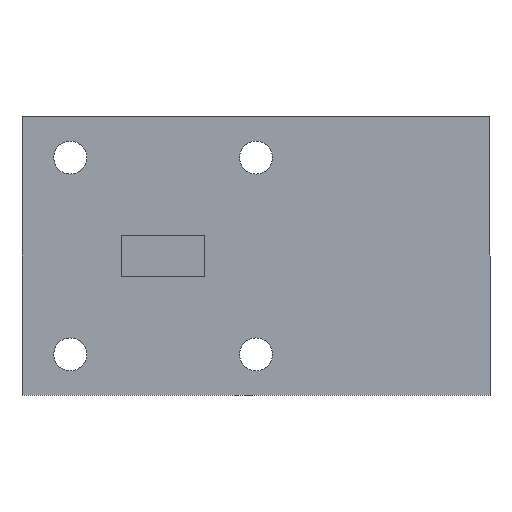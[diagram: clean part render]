
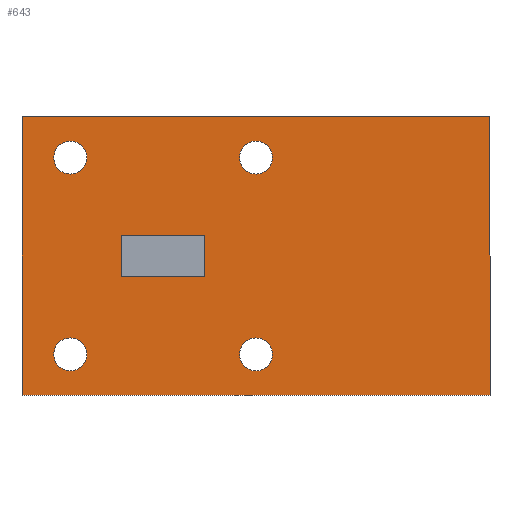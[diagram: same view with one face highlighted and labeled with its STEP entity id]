
A CAD part, front view. The second image highlights one B-rep face of the part: STEP entity #643.
In plain terms, the highlighted planar face has unit normal (0, -1, 0).
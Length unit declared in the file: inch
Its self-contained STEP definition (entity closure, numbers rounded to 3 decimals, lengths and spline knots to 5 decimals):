
#5 = AXIS2_PLACEMENT_3D ( 'NONE', #866, #648, #81 ) ;
#18 = VECTOR ( 'NONE', #33, 39.37008 ) ;
#28 = LINE ( 'NONE', #117, #264 ) ;
#32 = VERTEX_POINT ( 'NONE', #70 ) ;
#33 = DIRECTION ( 'NONE',  ( 0., 0., -1. ) ) ;
#35 = DIRECTION ( 'NONE',  ( 0., 0., 1. ) ) ;
#37 = AXIS2_PLACEMENT_3D ( 'NONE', #656, #330, #253 ) ;
#60 = ORIENTED_EDGE ( 'NONE', *, *, #107, .F. ) ;
#62 = CIRCLE ( 'NONE', #607, 0.0445 ) ;
#70 = CARTESIAN_POINT ( 'NONE',  ( -0.5, 0., -0.2205 ) ) ;
#71 = VERTEX_POINT ( 'NONE', #404 ) ;
#77 = DIRECTION ( 'NONE',  ( 0., 1., 0. ) ) ;
#81 = DIRECTION ( 'NONE',  ( 0., 0., 1. ) ) ;
#84 = VECTOR ( 'NONE', #669, 39.37008 ) ;
#87 = ORIENTED_EDGE ( 'NONE', *, *, #609, .T. ) ;
#107 = EDGE_CURVE ( 'NONE', #1003, #673, #688, .T. ) ;
#113 = DIRECTION ( 'NONE',  ( 0., 0., 1. ) ) ;
#114 = EDGE_CURVE ( 'NONE', #71, #942, #973, .T. ) ;
#117 = CARTESIAN_POINT ( 'NONE',  ( -0.362, 0., 0.056 ) ) ;
#124 = CARTESIAN_POINT ( 'NONE',  ( 0.63, 0., 0.375 ) ) ;
#125 = VERTEX_POINT ( 'NONE', #634 ) ;
#128 = ORIENTED_EDGE ( 'NONE', *, *, #986, .T. ) ;
#133 = EDGE_CURVE ( 'NONE', #344, #967, #217, .T. ) ;
#137 = FACE_OUTER_BOUND ( 'NONE', #343, .T. ) ;
#138 = CARTESIAN_POINT ( 'NONE',  ( -0.5, 0., 0.2205 ) ) ;
#143 = DIRECTION ( 'NONE',  ( 0., 0., 1. ) ) ;
#146 = AXIS2_PLACEMENT_3D ( 'NONE', #507, #192, #113 ) ;
#151 = DIRECTION ( 'NONE',  ( 0., 1., 0. ) ) ;
#157 = CIRCLE ( 'NONE', #37, 0.0445 ) ;
#162 = ORIENTED_EDGE ( 'NONE', *, *, #133, .T. ) ;
#174 = EDGE_CURVE ( 'NONE', #841, #32, #725, .T. ) ;
#188 = CARTESIAN_POINT ( 'NONE',  ( -0.63, 0., -0.375 ) ) ;
#191 = AXIS2_PLACEMENT_3D ( 'NONE', #351, #824, #506 ) ;
#192 = DIRECTION ( 'NONE',  ( 0., 1., 0. ) ) ;
#207 = ORIENTED_EDGE ( 'NONE', *, *, #174, .T. ) ;
#217 = LINE ( 'NONE', #453, #987 ) ;
#219 = DIRECTION ( 'NONE',  ( 0., 1., 0. ) ) ;
#226 = VECTOR ( 'NONE', #698, 39.37008 ) ;
#253 = DIRECTION ( 'NONE',  ( 0., 0., 1. ) ) ;
#264 = VECTOR ( 'NONE', #426, 39.37008 ) ;
#278 = CIRCLE ( 'NONE', #989, 0.0445 ) ;
#280 = CARTESIAN_POINT ( 'NONE',  ( 0.63, 0., -0.375 ) ) ;
#287 = CIRCLE ( 'NONE', #331, 0.0445 ) ;
#301 = DIRECTION ( 'NONE',  ( 0., 0., 1. ) ) ;
#306 = CARTESIAN_POINT ( 'NONE',  ( -0.362, 0., -0.056 ) ) ;
#312 = VERTEX_POINT ( 'NONE', #457 ) ;
#327 = VERTEX_POINT ( 'NONE', #631 ) ;
#329 = ORIENTED_EDGE ( 'NONE', *, *, #573, .F. ) ;
#330 = DIRECTION ( 'NONE',  ( 0., 1., 0. ) ) ;
#331 = AXIS2_PLACEMENT_3D ( 'NONE', #823, #346, #35 ) ;
#332 = VERTEX_POINT ( 'NONE', #138 ) ;
#336 = DIRECTION ( 'NONE',  ( -1., 0., 0. ) ) ;
#338 = PLANE ( 'NONE',  #146 ) ;
#343 = EDGE_LOOP ( 'NONE', ( #739, #60, #613, #329 ) ) ;
#344 = VERTEX_POINT ( 'NONE', #306 ) ;
#346 = DIRECTION ( 'NONE',  ( 0., 1., 0. ) ) ;
#351 = CARTESIAN_POINT ( 'NONE',  ( 0., 0., -0.265 ) ) ;
#359 = CARTESIAN_POINT ( 'NONE',  ( -0.5, 0., 0.3095 ) ) ;
#361 = AXIS2_PLACEMENT_3D ( 'NONE', #628, #219, #301 ) ;
#362 = FACE_BOUND ( 'NONE', #791, .T. ) ;
#364 = LINE ( 'NONE', #812, #586 ) ;
#366 = DIRECTION ( 'NONE',  ( 0., 0., -1. ) ) ;
#367 = ORIENTED_EDGE ( 'NONE', *, *, #561, .T. ) ;
#382 = VERTEX_POINT ( 'NONE', #790 ) ;
#383 = ORIENTED_EDGE ( 'NONE', *, *, #760, .T. ) ;
#387 = CARTESIAN_POINT ( 'NONE',  ( -0.63, 0., 0.375 ) ) ;
#404 = CARTESIAN_POINT ( 'NONE',  ( 0., 0., 0.2205 ) ) ;
#426 = DIRECTION ( 'NONE',  ( 1., 0., 0. ) ) ;
#453 = CARTESIAN_POINT ( 'NONE',  ( -0.362, 0., -0.056 ) ) ;
#457 = CARTESIAN_POINT ( 'NONE',  ( -0.138, 0., -0.056 ) ) ;
#459 = CARTESIAN_POINT ( 'NONE',  ( -0.362, 0., 0.056 ) ) ;
#471 = CARTESIAN_POINT ( 'NONE',  ( 0., 0., 0.265 ) ) ;
#477 = EDGE_CURVE ( 'NONE', #32, #841, #157, .T. ) ;
#487 = LINE ( 'NONE', #994, #563 ) ;
#505 = EDGE_CURVE ( 'NONE', #312, #344, #364, .T. ) ;
#506 = DIRECTION ( 'NONE',  ( 0., 0., 1. ) ) ;
#507 = CARTESIAN_POINT ( 'NONE',  ( 0., 0., 0. ) ) ;
#509 = ORIENTED_EDGE ( 'NONE', *, *, #505, .T. ) ;
#533 = DIRECTION ( 'NONE',  ( 0., 0., 1. ) ) ;
#561 = EDGE_CURVE ( 'NONE', #571, #125, #278, .T. ) ;
#563 = VECTOR ( 'NONE', #366, 39.37008 ) ;
#571 = VERTEX_POINT ( 'NONE', #665 ) ;
#573 = EDGE_CURVE ( 'NONE', #1023, #327, #611, .T. ) ;
#586 = VECTOR ( 'NONE', #336, 39.37008 ) ;
#588 = EDGE_LOOP ( 'NONE', ( #664, #128 ) ) ;
#596 = EDGE_CURVE ( 'NONE', #327, #1003, #971, .T. ) ;
#607 = AXIS2_PLACEMENT_3D ( 'NONE', #632, #151, #623 ) ;
#609 = EDGE_CURVE ( 'NONE', #942, #71, #287, .T. ) ;
#611 = LINE ( 'NONE', #904, #84 ) ;
#613 = ORIENTED_EDGE ( 'NONE', *, *, #596, .F. ) ;
#623 = DIRECTION ( 'NONE',  ( 0., 0., 1. ) ) ;
#628 = CARTESIAN_POINT ( 'NONE',  ( -0.5, 0., 0.265 ) ) ;
#631 = CARTESIAN_POINT ( 'NONE',  ( -0.63, 0., -0.375 ) ) ;
#632 = CARTESIAN_POINT ( 'NONE',  ( -0.5, 0., 0.265 ) ) ;
#634 = CARTESIAN_POINT ( 'NONE',  ( 0., 0., -0.2205 ) ) ;
#643 = ADVANCED_FACE ( 'NONE', ( #952, #897, #362, #974, #662, #137 ), #338, .F. ) ;
#648 = DIRECTION ( 'NONE',  ( 0., 1., 0. ) ) ;
#654 = CIRCLE ( 'NONE', #361, 0.0445 ) ;
#656 = CARTESIAN_POINT ( 'NONE',  ( -0.5, 0., -0.265 ) ) ;
#662 = FACE_BOUND ( 'NONE', #879, .T. ) ;
#664 = ORIENTED_EDGE ( 'NONE', *, *, #972, .T. ) ;
#665 = CARTESIAN_POINT ( 'NONE',  ( 0., 0., -0.3095 ) ) ;
#669 = DIRECTION ( 'NONE',  ( -1., 0., 0. ) ) ;
#672 = ORIENTED_EDGE ( 'NONE', *, *, #770, .T. ) ;
#673 = VERTEX_POINT ( 'NONE', #124 ) ;
#688 = LINE ( 'NONE', #387, #226 ) ;
#689 = VECTOR ( 'NONE', #976, 39.37008 ) ;
#691 = CARTESIAN_POINT ( 'NONE',  ( 0., 0., 0.3095 ) ) ;
#698 = DIRECTION ( 'NONE',  ( 1., 0., 0. ) ) ;
#710 = VERTEX_POINT ( 'NONE', #359 ) ;
#714 = ORIENTED_EDGE ( 'NONE', *, *, #114, .T. ) ;
#725 = CIRCLE ( 'NONE', #5, 0.0445 ) ;
#728 = CIRCLE ( 'NONE', #191, 0.0445 ) ;
#735 = DIRECTION ( 'NONE',  ( 0., 0., 1. ) ) ;
#737 = LINE ( 'NONE', #822, #18 ) ;
#739 = ORIENTED_EDGE ( 'NONE', *, *, #839, .F. ) ;
#742 = EDGE_CURVE ( 'NONE', #382, #312, #737, .T. ) ;
#743 = ORIENTED_EDGE ( 'NONE', *, *, #742, .T. ) ;
#745 = DIRECTION ( 'NONE',  ( 0., 1., 0. ) ) ;
#760 = EDGE_CURVE ( 'NONE', #125, #571, #728, .T. ) ;
#763 = CARTESIAN_POINT ( 'NONE',  ( -0.5, 0., -0.3095 ) ) ;
#770 = EDGE_CURVE ( 'NONE', #967, #382, #28, .T. ) ;
#790 = CARTESIAN_POINT ( 'NONE',  ( -0.138, 0., 0.056 ) ) ;
#791 = EDGE_LOOP ( 'NONE', ( #87, #714 ) ) ;
#792 = ORIENTED_EDGE ( 'NONE', *, *, #477, .T. ) ;
#812 = CARTESIAN_POINT ( 'NONE',  ( -0.362, 0., -0.056 ) ) ;
#820 = CARTESIAN_POINT ( 'NONE',  ( 0., 0., -0.265 ) ) ;
#822 = CARTESIAN_POINT ( 'NONE',  ( -0.138, 0., -0.056 ) ) ;
#823 = CARTESIAN_POINT ( 'NONE',  ( 0., 0., 0.265 ) ) ;
#824 = DIRECTION ( 'NONE',  ( 0., 1., 0. ) ) ;
#839 = EDGE_CURVE ( 'NONE', #673, #1023, #487, .T. ) ;
#841 = VERTEX_POINT ( 'NONE', #763 ) ;
#859 = CARTESIAN_POINT ( 'NONE',  ( -0.63, 0., 0.375 ) ) ;
#866 = CARTESIAN_POINT ( 'NONE',  ( -0.5, 0., -0.265 ) ) ;
#879 = EDGE_LOOP ( 'NONE', ( #672, #743, #509, #162 ) ) ;
#888 = EDGE_LOOP ( 'NONE', ( #792, #207 ) ) ;
#897 = FACE_BOUND ( 'NONE', #588, .T. ) ;
#904 = CARTESIAN_POINT ( 'NONE',  ( -0.63, 0., -0.375 ) ) ;
#916 = EDGE_LOOP ( 'NONE', ( #383, #367 ) ) ;
#929 = AXIS2_PLACEMENT_3D ( 'NONE', #471, #77, #143 ) ;
#942 = VERTEX_POINT ( 'NONE', #691 ) ;
#952 = FACE_BOUND ( 'NONE', #888, .T. ) ;
#967 = VERTEX_POINT ( 'NONE', #459 ) ;
#971 = LINE ( 'NONE', #188, #689 ) ;
#972 = EDGE_CURVE ( 'NONE', #710, #332, #62, .T. ) ;
#973 = CIRCLE ( 'NONE', #929, 0.0445 ) ;
#974 = FACE_BOUND ( 'NONE', #916, .T. ) ;
#976 = DIRECTION ( 'NONE',  ( 0., 0., 1. ) ) ;
#986 = EDGE_CURVE ( 'NONE', #332, #710, #654, .T. ) ;
#987 = VECTOR ( 'NONE', #533, 39.37008 ) ;
#989 = AXIS2_PLACEMENT_3D ( 'NONE', #820, #745, #735 ) ;
#994 = CARTESIAN_POINT ( 'NONE',  ( 0.63, 0., -0.375 ) ) ;
#1003 = VERTEX_POINT ( 'NONE', #859 ) ;
#1023 = VERTEX_POINT ( 'NONE', #280 ) ;
